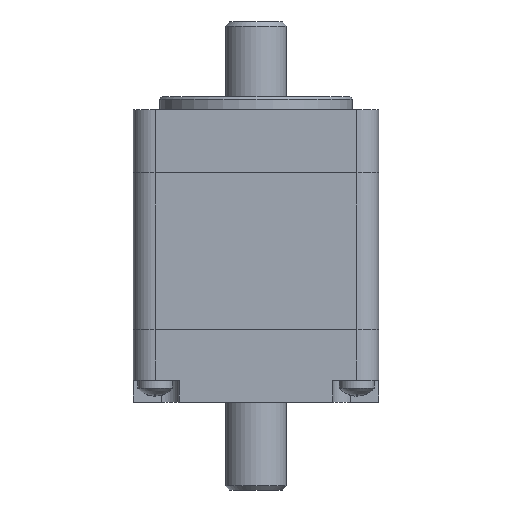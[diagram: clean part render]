
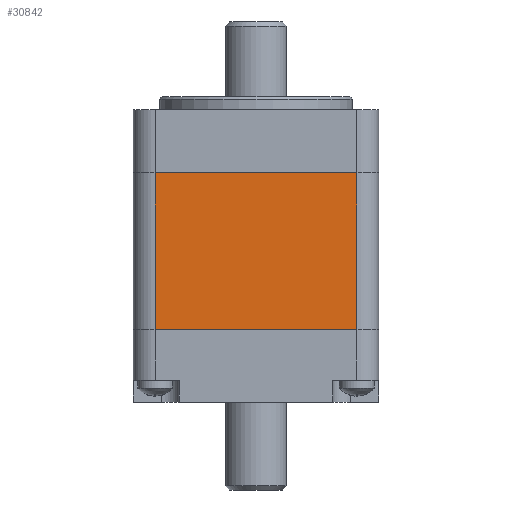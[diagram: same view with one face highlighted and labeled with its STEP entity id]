
A CAD part, front view. The second image highlights one B-rep face of the part: STEP entity #30842.
In plain terms, the highlighted planar face has unit normal (0, -1, 0).
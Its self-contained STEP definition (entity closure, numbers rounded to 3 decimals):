
#282=LINE('',#45776,#3422);
#461=LINE('',#46517,#3601);
#645=LINE('',#47263,#3785);
#646=LINE('',#47265,#3786);
#3422=VECTOR('',#36137,23.);
#3601=VECTOR('',#36700,23.);
#3785=VECTOR('',#37274,17.85);
#3786=VECTOR('',#37277,17.85);
#6706=PLANE('',#33017);
#8575=FACE_OUTER_BOUND('',#10341,.T.);
#10341=EDGE_LOOP('',(#22457,#22458,#22459,#22460));
#13657=VERTEX_POINT('',#45773);
#13658=VERTEX_POINT('',#45775);
#14027=VERTEX_POINT('',#46514);
#14028=VERTEX_POINT('',#46516);
#16849=EDGE_CURVE('',#13657,#13658,#282,.T.);
#17219=EDGE_CURVE('',#14028,#14027,#461,.T.);
#17593=EDGE_CURVE('',#13657,#14028,#645,.T.);
#17594=EDGE_CURVE('',#13658,#14027,#646,.T.);
#22457=ORIENTED_EDGE('',*,*,#17219,.T.);
#22458=ORIENTED_EDGE('',*,*,#17594,.F.);
#22459=ORIENTED_EDGE('',*,*,#16849,.F.);
#22460=ORIENTED_EDGE('',*,*,#17593,.T.);
#30842=ADVANCED_FACE('',(#8575),#6706,.F.);
#33017=AXIS2_PLACEMENT_3D('',#47264,#37275,#37276);
#36137=DIRECTION('',(0.,0.,-1.));
#36700=DIRECTION('',(0.,0.,-1.));
#37274=DIRECTION('',(-1.,0.,0.));
#37275=DIRECTION('center_axis',(0.,1.,0.));
#37276=DIRECTION('ref_axis',(0.,0.,1.));
#37277=DIRECTION('',(-1.,0.,0.));
#45773=CARTESIAN_POINT('',(17.85,-14.,11.5));
#45775=CARTESIAN_POINT('',(17.85,-14.,-11.5));
#45776=CARTESIAN_POINT('',(17.85,-14.,11.5));
#46514=CARTESIAN_POINT('',(0.,-14.,-11.5));
#46516=CARTESIAN_POINT('',(0.,-14.,11.5));
#46517=CARTESIAN_POINT('',(0.,-14.,11.5));
#47263=CARTESIAN_POINT('',(17.85,-14.,11.5));
#47264=CARTESIAN_POINT('Origin',(17.85,-14.,-11.5));
#47265=CARTESIAN_POINT('',(17.85,-14.,-11.5));
